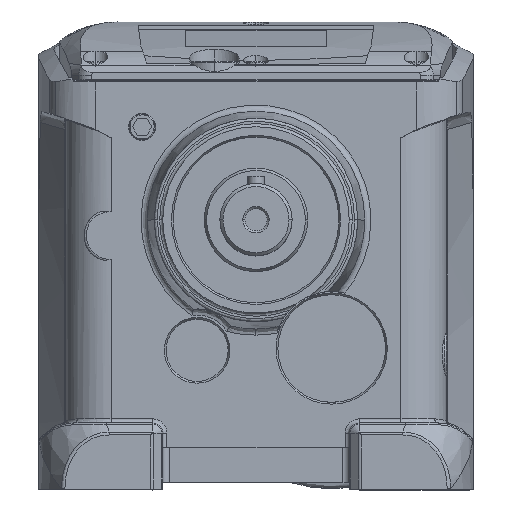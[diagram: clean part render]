
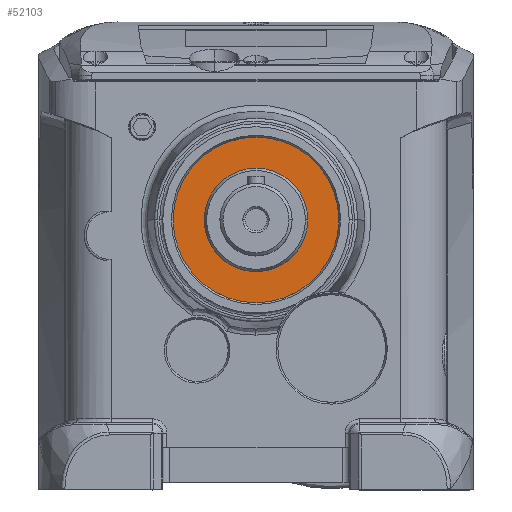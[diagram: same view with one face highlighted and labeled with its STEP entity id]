
A CAD part, top view. The second image highlights one B-rep face of the part: STEP entity #52103.
In plain terms, the highlighted planar face has unit normal (0, 0, 1).
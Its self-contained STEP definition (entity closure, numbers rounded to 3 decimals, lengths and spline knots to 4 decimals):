
#317 = EDGE_CURVE ( 'NONE', #45670, #29187, #28218, .T. ) ;
#1632 = CARTESIAN_POINT ( 'NONE',  ( 0., 5.315, 1.6339 ) ) ;
#2428 = CARTESIAN_POINT ( 'NONE',  ( 1.5748, 5.315, 1.6339 ) ) ;
#2476 = CIRCLE ( 'NONE', #26015, 0.9843 ) ;
#2627 = ORIENTED_EDGE ( 'NONE', *, *, #6174, .F. ) ;
#3151 = CARTESIAN_POINT ( 'NONE',  ( 0., 5.315, 1.6339 ) ) ;
#3226 = DIRECTION ( 'NONE',  ( 0., 0., -1. ) ) ;
#3235 = DIRECTION ( 'NONE',  ( 1., 0., 0. ) ) ;
#6174 = EDGE_CURVE ( 'NONE', #30701, #63172, #42590, .T. ) ;
#6640 = DIRECTION ( 'NONE',  ( 1., 0., 0. ) ) ;
#7871 = AXIS2_PLACEMENT_3D ( 'NONE', #3151, #3226, #3235 ) ;
#8889 = ORIENTED_EDGE ( 'NONE', *, *, #58318, .F. ) ;
#9113 = PLANE ( 'NONE',  #63075 ) ;
#12852 = CARTESIAN_POINT ( 'NONE',  ( 0., 5.315, 1.6339 ) ) ;
#14139 = DIRECTION ( 'NONE',  ( 1., 0., 0. ) ) ;
#17864 = DIRECTION ( 'NONE',  ( 1., 0., 0. ) ) ;
#18017 = EDGE_LOOP ( 'NONE', ( #31595, #18315 ) ) ;
#18315 = ORIENTED_EDGE ( 'NONE', *, *, #317, .F. ) ;
#19186 = CARTESIAN_POINT ( 'NONE',  ( -1.5748, 5.315, 1.6339 ) ) ;
#20209 = CARTESIAN_POINT ( 'NONE',  ( 0., 5.315, 1.6339 ) ) ;
#21120 = EDGE_LOOP ( 'NONE', ( #2627, #8889 ) ) ;
#22903 = CARTESIAN_POINT ( 'NONE',  ( 0.9843, 5.315, 1.6339 ) ) ;
#25175 = DIRECTION ( 'NONE',  ( 1., 0., 0. ) ) ;
#26015 = AXIS2_PLACEMENT_3D ( 'NONE', #20209, #54756, #25175 ) ;
#28218 = CIRCLE ( 'NONE', #7871, 1.5748 ) ;
#29187 = VERTEX_POINT ( 'NONE', #2428 ) ;
#30701 = VERTEX_POINT ( 'NONE', #22903 ) ;
#31595 = ORIENTED_EDGE ( 'NONE', *, *, #54995, .F. ) ;
#33831 = CARTESIAN_POINT ( 'NONE',  ( 0., 0., 1.6339 ) ) ;
#35814 = AXIS2_PLACEMENT_3D ( 'NONE', #12852, #47430, #17864 ) ;
#36356 = DIRECTION ( 'NONE',  ( 0., 0., 1. ) ) ;
#37568 = CARTESIAN_POINT ( 'NONE',  ( -0.9843, 5.315, 1.6339 ) ) ;
#42590 = CIRCLE ( 'NONE', #53151, 0.9843 ) ;
#45670 = VERTEX_POINT ( 'NONE', #19186 ) ;
#47430 = DIRECTION ( 'NONE',  ( 0., 0., -1. ) ) ;
#51617 = FACE_BOUND ( 'NONE', #21120, .T. ) ;
#52103 = ADVANCED_FACE ( 'NONE', ( #51617, #61700 ), #9113, .T. ) ;
#53151 = AXIS2_PLACEMENT_3D ( 'NONE', #1632, #36356, #6640 ) ;
#53469 = DIRECTION ( 'NONE',  ( 0., 0., 1. ) ) ;
#54756 = DIRECTION ( 'NONE',  ( 0., 0., 1. ) ) ;
#54995 = EDGE_CURVE ( 'NONE', #29187, #45670, #62324, .T. ) ;
#58318 = EDGE_CURVE ( 'NONE', #63172, #30701, #2476, .T. ) ;
#61700 = FACE_OUTER_BOUND ( 'NONE', #18017, .T. ) ;
#62324 = CIRCLE ( 'NONE', #35814, 1.5748 ) ;
#63075 = AXIS2_PLACEMENT_3D ( 'NONE', #33831, #53469, #14139 ) ;
#63172 = VERTEX_POINT ( 'NONE', #37568 ) ;
